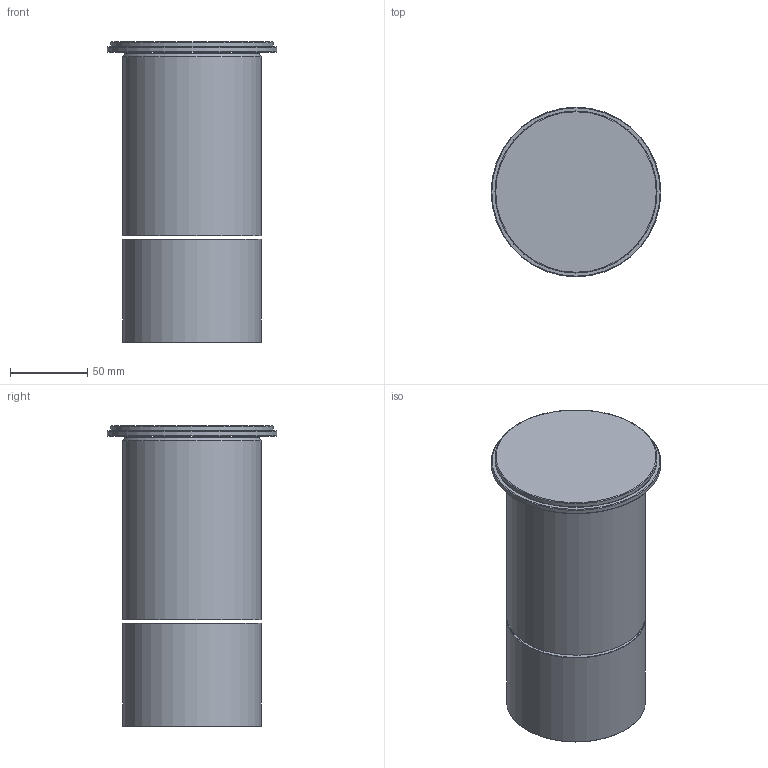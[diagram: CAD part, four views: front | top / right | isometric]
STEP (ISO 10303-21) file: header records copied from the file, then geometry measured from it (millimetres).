
FILE_DESCRIPTION(/* description */ (''),/* implementation_level */ '2;1');
FILE_NAME(/* name */ 'Lamp_Architectural_Ceiling_Hoy_BM83xxxxxxx_3D_STP.stp',/* time_stamp */ '2023-05-05T14:18:45-04:00',/* author */ (''),/* organization */ (''),/* preprocessor_version */ 'ST-DEVELOPER v18.102',/* originating_system */ 'SIEMENS PLM Software NX 2027',/* authorisation */ '');
FILE_SCHEMA (('AUTOMOTIVE_DESIGN { 1 0 10303 214 3 1 1 1 }'));
Length unit declared in the file: millimetre
Products named in the file (1): Hoy ceiling 3D simplified_objects
Bounding box: 110 x 110 x 195 mm (x, y, z)
Volume: 286685.1 mm3; surface area: 202555.1 mm2
Topology: 7 solids, 7 shells, 1083 faces, 2695 edges, 1631 vertices
Faces by surface type: cylinder 417, torus 348, plane 201, cone 102, bspline 9, sphere 6
Full cylindrical faces by diameter (mm): 2.5 x3, 3.3 x2, 28 x1, 82 x1, 82.6 x1, 86 x2, 87.416 x1, 87.616 x1, 90 x2, 105 x1, 110 x1
Entity records: 33485 total; most frequent: CARTESIAN_POINT 10933, ORIENTED_EDGE 5222, DIRECTION 3752, EDGE_CURVE 2611, AXIS2_PLACEMENT_3D 1618, VERTEX_POINT 1614, B_SPLINE_CURVE_WITH_KNOTS 1549, EDGE_LOOP 1159
